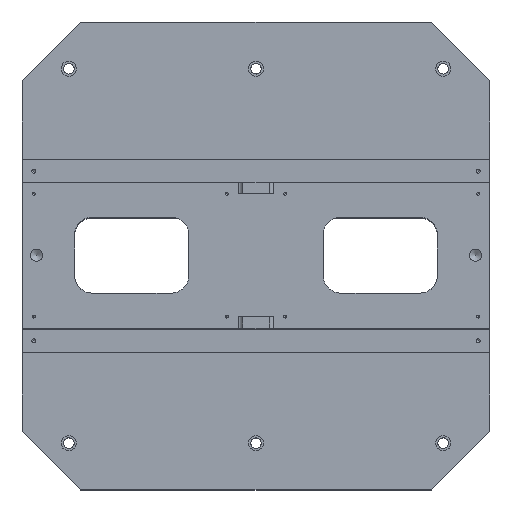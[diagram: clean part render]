
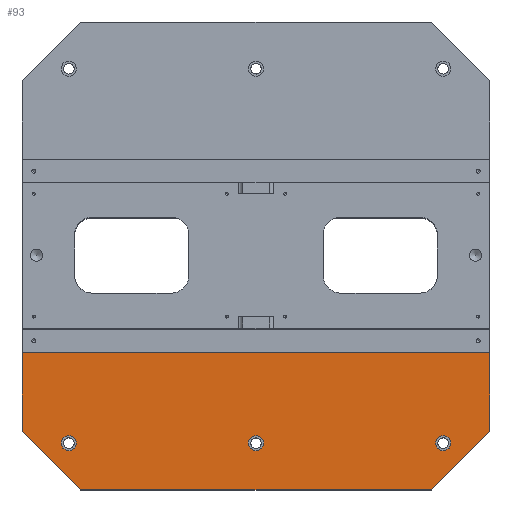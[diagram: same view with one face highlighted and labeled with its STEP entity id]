
A CAD part, top view. The second image highlights one B-rep face of the part: STEP entity #93.
In plain terms, the highlighted planar face has unit normal (0, 0, 1).
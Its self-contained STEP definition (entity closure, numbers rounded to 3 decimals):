
#93 = ADVANCED_FACE( '', ( #529, #530, #531, #532 ), #533, .F. );
#529 = FACE_BOUND( '', #1462, .T. );
#530 = FACE_BOUND( '', #1463, .T. );
#531 = FACE_BOUND( '', #1464, .T. );
#532 = FACE_OUTER_BOUND( '', #1465, .T. );
#533 = PLANE( '', #1466 );
#1462 = EDGE_LOOP( '', ( #2600 ) );
#1463 = EDGE_LOOP( '', ( #2601 ) );
#1464 = EDGE_LOOP( '', ( #2602 ) );
#1465 = EDGE_LOOP( '', ( #2603, #2604, #2605, #2606, #2607, #2608 ) );
#1466 = AXIS2_PLACEMENT_3D( '', #2609, #2610, #2611 );
#2600 = ORIENTED_EDGE( '', *, *, #5290, .T. );
#2601 = ORIENTED_EDGE( '', *, *, #5291, .T. );
#2602 = ORIENTED_EDGE( '', *, *, #5292, .T. );
#2603 = ORIENTED_EDGE( '', *, *, #5293, .T. );
#2604 = ORIENTED_EDGE( '', *, *, #5294, .T. );
#2605 = ORIENTED_EDGE( '', *, *, #5295, .T. );
#2606 = ORIENTED_EDGE( '', *, *, #5256, .F. );
#2607 = ORIENTED_EDGE( '', *, *, #5296, .T. );
#2608 = ORIENTED_EDGE( '', *, *, #5128, .T. );
#2609 = CARTESIAN_POINT( '', ( -400., 400., 50. ) );
#2610 = DIRECTION( '', ( 0., 0., -1. ) );
#2611 = DIRECTION( '', ( -1., 0., 0. ) );
#5128 = EDGE_CURVE( '', #6034, #6035, #6036, .F. );
#5256 = EDGE_CURVE( '', #6273, #6275, #6276, .T. );
#5290 = EDGE_CURVE( '', #6340, #6340, #6341, .T. );
#5291 = EDGE_CURVE( '', #6342, #6342, #6343, .T. );
#5292 = EDGE_CURVE( '', #6344, #6344, #6345, .T. );
#5293 = EDGE_CURVE( '', #6035, #6346, #6347, .T. );
#5294 = EDGE_CURVE( '', #6346, #6348, #6349, .F. );
#5295 = EDGE_CURVE( '', #6348, #6275, #6350, .T. );
#5296 = EDGE_CURVE( '', #6273, #6034, #6351, .T. );
#6034 = VERTEX_POINT( '', #7424 );
#6035 = VERTEX_POINT( '', #7425 );
#6036 = LINE( '', #7426, #7427 );
#6273 = VERTEX_POINT( '', #7734 );
#6275 = VERTEX_POINT( '', #7737 );
#6276 = LINE( '', #7738, #7739 );
#6340 = VERTEX_POINT( '', #7822 );
#6341 = CIRCLE( '', #7823, 13. );
#6342 = VERTEX_POINT( '', #7824 );
#6343 = CIRCLE( '', #7825, 13. );
#6344 = VERTEX_POINT( '', #7826 );
#6345 = CIRCLE( '', #7827, 13. );
#6346 = VERTEX_POINT( '', #7828 );
#6347 = LINE( '', #7829, #7830 );
#6348 = VERTEX_POINT( '', #7831 );
#6349 = LINE( '', #7832, #7833 );
#6350 = LINE( '', #7834, #7835 );
#6351 = LINE( '', #7836, #7837 );
#7424 = CARTESIAN_POINT( '', ( -400., -300., 50. ) );
#7425 = CARTESIAN_POINT( '', ( -300., -400., 50. ) );
#7426 = CARTESIAN_POINT( '', ( -300., -400., 50. ) );
#7427 = VECTOR( '', #9925, 1000. );
#7734 = CARTESIAN_POINT( '', ( -400., -165., 50. ) );
#7737 = CARTESIAN_POINT( '', ( 400., -165., 50. ) );
#7738 = CARTESIAN_POINT( '', ( -400., -165., 50. ) );
#7739 = VECTOR( '', #10159, 1000. );
#7822 = CARTESIAN_POINT( '', ( 0., -333., 50. ) );
#7823 = AXIS2_PLACEMENT_3D( '', #10221, #10222, #10223 );
#7824 = CARTESIAN_POINT( '', ( -320., -333., 50. ) );
#7825 = AXIS2_PLACEMENT_3D( '', #10224, #10225, #10226 );
#7826 = CARTESIAN_POINT( '', ( 320., -333., 50. ) );
#7827 = AXIS2_PLACEMENT_3D( '', #10227, #10228, #10229 );
#7828 = CARTESIAN_POINT( '', ( 300., -400., 50. ) );
#7829 = CARTESIAN_POINT( '', ( -400., -400., 50. ) );
#7830 = VECTOR( '', #10230, 1000. );
#7831 = CARTESIAN_POINT( '', ( 400., -300., 50. ) );
#7832 = CARTESIAN_POINT( '', ( 400., -300., 50. ) );
#7833 = VECTOR( '', #10231, 1000. );
#7834 = CARTESIAN_POINT( '', ( 400., -400., 50. ) );
#7835 = VECTOR( '', #10232, 1000. );
#7836 = CARTESIAN_POINT( '', ( -400., 400., 50. ) );
#7837 = VECTOR( '', #10233, 1000. );
#9925 = DIRECTION( '', ( -0.707, 0.707, 0. ) );
#10159 = DIRECTION( '', ( 1., 0., 0. ) );
#10221 = CARTESIAN_POINT( '', ( 0., -320., 50. ) );
#10222 = DIRECTION( '', ( 0., 0., -1. ) );
#10223 = DIRECTION( '', ( 0., -1., 0. ) );
#10224 = CARTESIAN_POINT( '', ( -320., -320., 50. ) );
#10225 = DIRECTION( '', ( 0., 0., -1. ) );
#10226 = DIRECTION( '', ( 0., -1., 0. ) );
#10227 = CARTESIAN_POINT( '', ( 320., -320., 50. ) );
#10228 = DIRECTION( '', ( 0., 0., -1. ) );
#10229 = DIRECTION( '', ( 0., -1., 0. ) );
#10230 = DIRECTION( '', ( 1., 0., 0. ) );
#10231 = DIRECTION( '', ( -0.707, -0.707, 0. ) );
#10232 = DIRECTION( '', ( 0., 1., 0. ) );
#10233 = DIRECTION( '', ( 0., -1., 0. ) );
